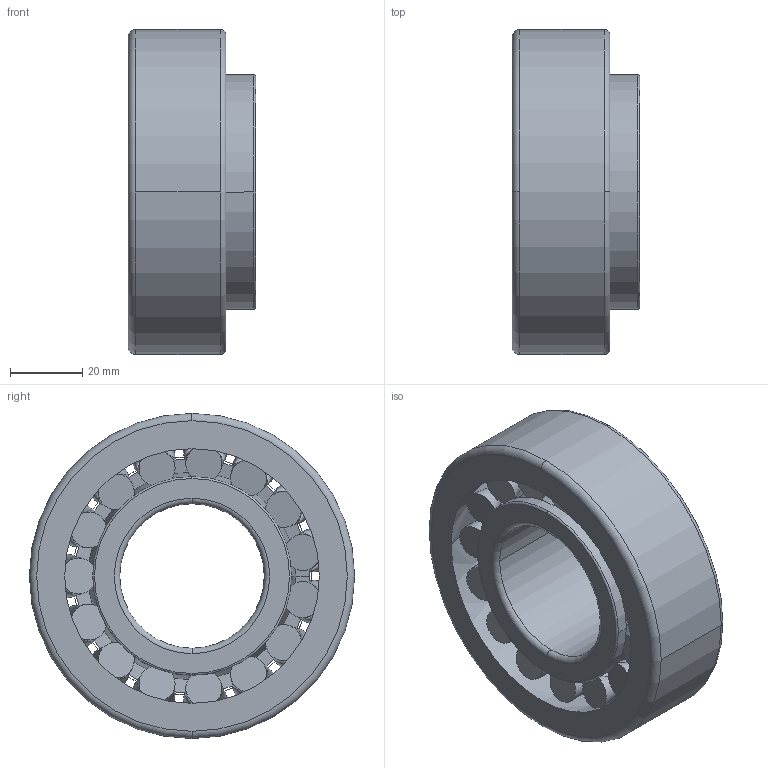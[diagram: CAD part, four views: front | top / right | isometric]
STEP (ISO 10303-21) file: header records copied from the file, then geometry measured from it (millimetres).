
FILE_DESCRIPTION(('STEP AP214'),'1');
FILE_NAME('bearing_32308b_0.stp','2017-09-12T18:47:17',('TraceParts'),('TraceParts S.A.'),'Spatial InterOp 3D',' ',' ');
FILE_SCHEMA(('automotive_design'));
Length unit declared in the file: millimetre
Products named in the file (3): bearing_32308b_0_1; bearing_32308b_0_2; bearing_32308b_0_3
Bounding box: 35.25 x 90 x 90 mm (x, y, z)
Volume: 120505.4 mm3; surface area: 44290.1 mm2
Topology: 3 solids, 3 shells, 122 faces, 262 edges, 174 vertices
Faces by surface type: torus 42, cone 38, plane 34, cylinder 8
Entity records: 5440 total; most frequent: CARTESIAN_POINT 1701, DIRECTION 608, ORIENTED_EDGE 524, AXIS2_PLACEMENT_3D 281, EDGE_CURVE 262, VERTEX_POINT 174, EDGE_LOOP 156, CIRCLE 156
